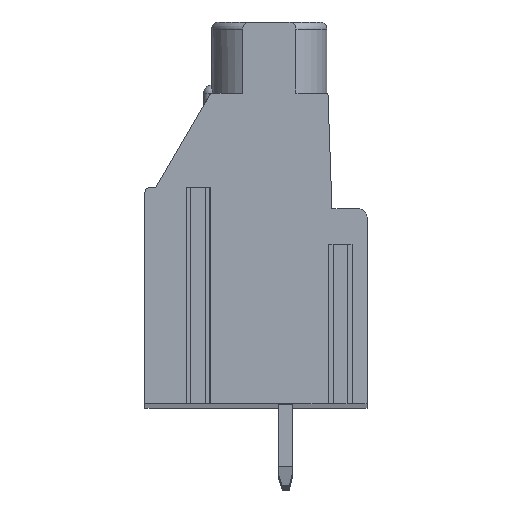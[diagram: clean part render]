
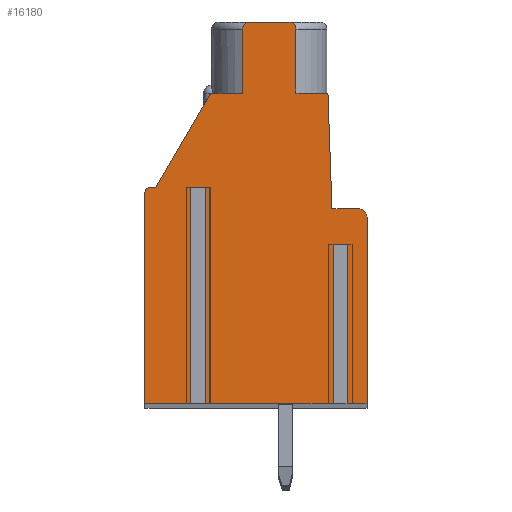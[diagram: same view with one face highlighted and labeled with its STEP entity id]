
A CAD part, top view. The second image highlights one B-rep face of the part: STEP entity #16180.
In plain terms, the highlighted planar face has unit normal (0, 0, 1).
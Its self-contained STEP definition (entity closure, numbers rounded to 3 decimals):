
#27=DIRECTION('',(-1.,0.,0.));
#28=VECTOR('',#27,0.82);
#29=CARTESIAN_POINT('',(-2.09,1.2,140.97));
#30=LINE('',#29,#28);
#31=DIRECTION('',(0.,1.,0.));
#32=VECTOR('',#31,12.2);
#33=CARTESIAN_POINT('',(-2.91,-11.,140.97));
#34=LINE('',#33,#32);
#35=DIRECTION('',(1.,0.,0.));
#36=VECTOR('',#35,2.59);
#37=CARTESIAN_POINT('',(-5.5,-11.,140.97));
#38=LINE('',#37,#36);
#39=DIRECTION('',(0.,-1.,0.));
#40=VECTOR('',#39,11.9);
#41=CARTESIAN_POINT('',(-5.5,0.9,140.97));
#42=LINE('',#41,#40);
#43=CARTESIAN_POINT('',(-5.2,0.9,140.97));
#44=DIRECTION('',(0.,0.,1.));
#45=DIRECTION('',(0.,1.,0.));
#46=AXIS2_PLACEMENT_3D('',#43,#44,#45);
#48=DIRECTION('',(-1.,0.,0.));
#49=VECTOR('',#48,0.3);
#50=CARTESIAN_POINT('',(-4.9,1.2,140.97));
#51=LINE('',#50,#49);
#52=DIRECTION('',(-0.505,-0.863,0.));
#53=VECTOR('',#52,6.14);
#54=CARTESIAN_POINT('',(-1.8,6.5,140.97));
#55=LINE('',#54,#53);
#56=DIRECTION('',(-1.,0.,0.));
#57=VECTOR('',#56,1.8);
#58=CARTESIAN_POINT('',(0.,6.5,140.97));
#59=LINE('',#58,#57);
#60=DIRECTION('',(0.,-1.,0.));
#61=VECTOR('',#60,3.6);
#62=CARTESIAN_POINT('',(0.,10.1,140.97));
#63=LINE('',#62,#61);
#64=CARTESIAN_POINT('',(0.4,10.1,140.97));
#65=DIRECTION('',(0.,0.,1.));
#66=DIRECTION('',(0.,1.,0.));
#67=AXIS2_PLACEMENT_3D('',#64,#65,#66);
#69=DIRECTION('',(-1.,0.,0.));
#70=VECTOR('',#69,2.2);
#71=CARTESIAN_POINT('',(2.6,10.5,140.97));
#72=LINE('',#71,#70);
#73=CARTESIAN_POINT('',(2.6,10.1,140.97));
#74=DIRECTION('',(0.,0.,1.));
#75=DIRECTION('',(1.,0.,0.));
#76=AXIS2_PLACEMENT_3D('',#73,#74,#75);
#78=DIRECTION('',(0.,1.,0.));
#79=VECTOR('',#78,3.6);
#80=CARTESIAN_POINT('',(3.,6.5,140.97));
#81=LINE('',#80,#79);
#82=DIRECTION('',(-1.,0.,0.));
#83=VECTOR('',#82,1.8);
#84=CARTESIAN_POINT('',(4.8,6.5,140.97));
#85=LINE('',#84,#83);
#86=DIRECTION('',(-0.035,0.999,0.));
#87=VECTOR('',#86,6.504);
#88=CARTESIAN_POINT('',(5.027,0.,140.97));
#89=LINE('',#88,#87);
#90=DIRECTION('',(-1.,0.,0.));
#91=VECTOR('',#90,1.473);
#92=CARTESIAN_POINT('',(6.5,0.,140.97));
#93=LINE('',#92,#91);
#94=CARTESIAN_POINT('',(6.5,-0.5,140.97));
#95=DIRECTION('',(0.,0.,1.));
#96=DIRECTION('',(1.,0.,0.));
#97=AXIS2_PLACEMENT_3D('',#94,#95,#96);
#99=DIRECTION('',(0.,1.,0.));
#100=VECTOR('',#99,10.5);
#101=CARTESIAN_POINT('',(7.,-11.,140.97));
#102=LINE('',#101,#100);
#103=DIRECTION('',(1.,0.,0.));
#104=VECTOR('',#103,1.09);
#105=CARTESIAN_POINT('',(5.91,-11.,140.97));
#106=LINE('',#105,#104);
#107=DIRECTION('',(0.,1.,0.));
#108=VECTOR('',#107,9.);
#109=CARTESIAN_POINT('',(5.91,-11.,140.97));
#110=LINE('',#109,#108);
#111=DIRECTION('',(-1.,0.,0.));
#112=VECTOR('',#111,0.82);
#113=CARTESIAN_POINT('',(5.91,-2.,140.97));
#114=LINE('',#113,#112);
#115=DIRECTION('',(0.,1.,0.));
#116=VECTOR('',#115,9.);
#117=CARTESIAN_POINT('',(5.09,-11.,140.97));
#118=LINE('',#117,#116);
#119=DIRECTION('',(1.,0.,0.));
#120=VECTOR('',#119,7.18);
#121=CARTESIAN_POINT('',(-2.09,-11.,140.97));
#122=LINE('',#121,#120);
#123=DIRECTION('',(0.,1.,0.));
#124=VECTOR('',#123,12.2);
#125=CARTESIAN_POINT('',(-2.09,-11.,140.97));
#126=LINE('',#125,#124);
#12768=CARTESIAN_POINT('',(7.,-11.,140.97));
#12769=CARTESIAN_POINT('',(7.,-0.5,140.97));
#12770=VERTEX_POINT('',#12768);
#12771=VERTEX_POINT('',#12769);
#12772=CARTESIAN_POINT('',(6.5,0.,140.97));
#12773=VERTEX_POINT('',#12772);
#12774=CARTESIAN_POINT('',(5.027,0.,140.97));
#12775=VERTEX_POINT('',#12774);
#12776=CARTESIAN_POINT('',(4.8,6.5,140.97));
#12777=VERTEX_POINT('',#12776);
#12778=CARTESIAN_POINT('',(3.,6.5,140.97));
#12779=VERTEX_POINT('',#12778);
#12780=CARTESIAN_POINT('',(3.,10.1,140.97));
#12781=VERTEX_POINT('',#12780);
#12782=CARTESIAN_POINT('',(2.6,10.5,140.97));
#12783=VERTEX_POINT('',#12782);
#12784=CARTESIAN_POINT('',(0.4,10.5,140.97));
#12785=VERTEX_POINT('',#12784);
#12786=CARTESIAN_POINT('',(0.,10.1,140.97));
#12787=VERTEX_POINT('',#12786);
#12788=CARTESIAN_POINT('',(0.,6.5,140.97));
#12789=VERTEX_POINT('',#12788);
#12790=CARTESIAN_POINT('',(-1.8,6.5,140.97));
#12791=VERTEX_POINT('',#12790);
#12792=CARTESIAN_POINT('',(-4.9,1.2,140.97));
#12793=VERTEX_POINT('',#12792);
#12794=CARTESIAN_POINT('',(-5.2,1.2,140.97));
#12795=VERTEX_POINT('',#12794);
#12796=CARTESIAN_POINT('',(-5.5,0.9,140.97));
#12797=VERTEX_POINT('',#12796);
#12798=CARTESIAN_POINT('',(-5.5,-11.,140.97));
#12799=VERTEX_POINT('',#12798);
#12920=CARTESIAN_POINT('',(5.91,-2.,140.97));
#12921=CARTESIAN_POINT('',(5.09,-2.,140.97));
#12922=VERTEX_POINT('',#12920);
#12923=VERTEX_POINT('',#12921);
#12924=CARTESIAN_POINT('',(5.09,-11.,140.97));
#12925=VERTEX_POINT('',#12924);
#12926=CARTESIAN_POINT('',(5.91,-11.,140.97));
#12927=VERTEX_POINT('',#12926);
#12944=CARTESIAN_POINT('',(-2.09,1.2,140.97));
#12945=CARTESIAN_POINT('',(-2.91,1.2,140.97));
#12946=VERTEX_POINT('',#12944);
#12947=VERTEX_POINT('',#12945);
#12948=CARTESIAN_POINT('',(-2.09,-11.,140.97));
#12949=VERTEX_POINT('',#12948);
#12950=CARTESIAN_POINT('',(-2.91,-11.,140.97));
#12951=VERTEX_POINT('',#12950);
#16125=CARTESIAN_POINT('',(0.,0.,140.97));
#16126=DIRECTION('',(0.,0.,1.));
#16127=DIRECTION('',(1.,0.,0.));
#16128=AXIS2_PLACEMENT_3D('',#16125,#16126,#16127);
#16129=PLANE('',#16128);
#16131=ORIENTED_EDGE('',*,*,#16130,.T.);
#16133=ORIENTED_EDGE('',*,*,#16132,.F.);
#16135=ORIENTED_EDGE('',*,*,#16134,.F.);
#16137=ORIENTED_EDGE('',*,*,#16136,.F.);
#16139=ORIENTED_EDGE('',*,*,#16138,.F.);
#16141=ORIENTED_EDGE('',*,*,#16140,.F.);
#16143=ORIENTED_EDGE('',*,*,#16142,.F.);
#16145=ORIENTED_EDGE('',*,*,#16144,.F.);
#16147=ORIENTED_EDGE('',*,*,#16146,.F.);
#16149=ORIENTED_EDGE('',*,*,#16148,.F.);
#16151=ORIENTED_EDGE('',*,*,#16150,.F.);
#16153=ORIENTED_EDGE('',*,*,#16152,.F.);
#16155=ORIENTED_EDGE('',*,*,#16154,.F.);
#16157=ORIENTED_EDGE('',*,*,#16156,.F.);
#16159=ORIENTED_EDGE('',*,*,#16158,.F.);
#16161=ORIENTED_EDGE('',*,*,#16160,.F.);
#16163=ORIENTED_EDGE('',*,*,#16162,.F.);
#16165=ORIENTED_EDGE('',*,*,#16164,.F.);
#16167=ORIENTED_EDGE('',*,*,#16166,.F.);
#16169=ORIENTED_EDGE('',*,*,#16168,.T.);
#16171=ORIENTED_EDGE('',*,*,#16170,.T.);
#16173=ORIENTED_EDGE('',*,*,#16172,.F.);
#16175=ORIENTED_EDGE('',*,*,#16174,.F.);
#16177=ORIENTED_EDGE('',*,*,#16176,.T.);
#16178=EDGE_LOOP('',(#16131,#16133,#16135,#16137,#16139,#16141,#16143,#16145,
#16147,#16149,#16151,#16153,#16155,#16157,#16159,#16161,#16163,#16165,#16167,
#16169,#16171,#16173,#16175,#16177));
#16179=FACE_OUTER_BOUND('',#16178,.F.);
#47=CIRCLE('',#46,0.3);
#68=CIRCLE('',#67,0.4);
#77=CIRCLE('',#76,0.4);
#98=CIRCLE('',#97,0.5);
#16130=EDGE_CURVE('',#12946,#12947,#30,.T.);
#16132=EDGE_CURVE('',#12951,#12947,#34,.T.);
#16134=EDGE_CURVE('',#12799,#12951,#38,.T.);
#16136=EDGE_CURVE('',#12797,#12799,#42,.T.);
#16138=EDGE_CURVE('',#12795,#12797,#47,.T.);
#16140=EDGE_CURVE('',#12793,#12795,#51,.T.);
#16142=EDGE_CURVE('',#12791,#12793,#55,.T.);
#16144=EDGE_CURVE('',#12789,#12791,#59,.T.);
#16146=EDGE_CURVE('',#12787,#12789,#63,.T.);
#16148=EDGE_CURVE('',#12785,#12787,#68,.T.);
#16150=EDGE_CURVE('',#12783,#12785,#72,.T.);
#16152=EDGE_CURVE('',#12781,#12783,#77,.T.);
#16154=EDGE_CURVE('',#12779,#12781,#81,.T.);
#16156=EDGE_CURVE('',#12777,#12779,#85,.T.);
#16158=EDGE_CURVE('',#12775,#12777,#89,.T.);
#16160=EDGE_CURVE('',#12773,#12775,#93,.T.);
#16162=EDGE_CURVE('',#12771,#12773,#98,.T.);
#16164=EDGE_CURVE('',#12770,#12771,#102,.T.);
#16166=EDGE_CURVE('',#12927,#12770,#106,.T.);
#16168=EDGE_CURVE('',#12927,#12922,#110,.T.);
#16170=EDGE_CURVE('',#12922,#12923,#114,.T.);
#16172=EDGE_CURVE('',#12925,#12923,#118,.T.);
#16174=EDGE_CURVE('',#12949,#12925,#122,.T.);
#16176=EDGE_CURVE('',#12949,#12946,#126,.T.);
#16180=ADVANCED_FACE('',(#16179),#16129,.T.);
